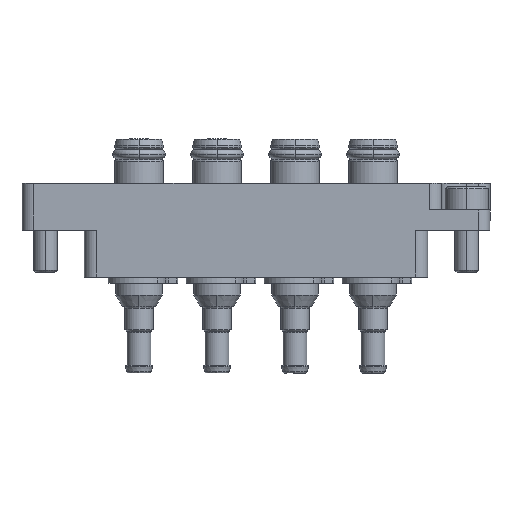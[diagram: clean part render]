
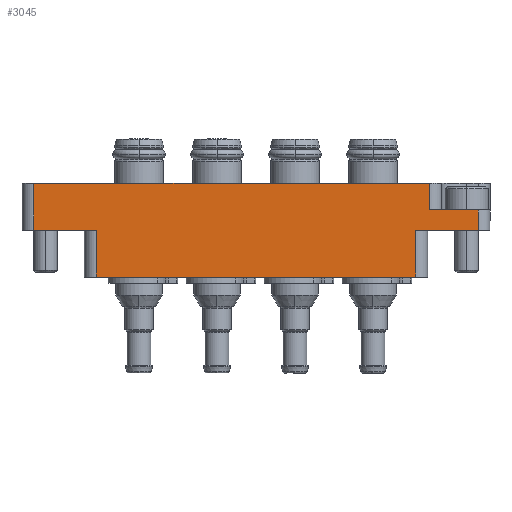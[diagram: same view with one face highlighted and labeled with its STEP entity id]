
A CAD part, left-side view. The second image highlights one B-rep face of the part: STEP entity #3045.
In plain terms, the highlighted face is planar.
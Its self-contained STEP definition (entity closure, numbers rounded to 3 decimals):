
#75 = ORIENTED_EDGE ( 'NONE', *, *, #9410, .F. ) ;
#77 = VERTEX_POINT ( 'NONE', #2394 ) ;
#85 = CARTESIAN_POINT ( 'NONE',  ( 28.5, 0., 14.35 ) ) ;
#263 = VERTEX_POINT ( 'NONE', #5164 ) ;
#336 = LINE ( 'NONE', #3918, #9580 ) ;
#484 = LINE ( 'NONE', #5775, #5936 ) ;
#1206 = CARTESIAN_POINT ( 'NONE',  ( -28.5, 6., 14.35 ) ) ;
#1212 = ORIENTED_EDGE ( 'NONE', *, *, #6009, .T. ) ;
#1375 = LINE ( 'NONE', #3260, #5184 ) ;
#1405 = DIRECTION ( 'NONE',  ( 0., -1., 0. ) ) ;
#1561 = DIRECTION ( 'NONE',  ( 0., 1., 0. ) ) ;
#1611 = PLANE ( 'NONE',  #10357 ) ;
#1618 = ORIENTED_EDGE ( 'NONE', *, *, #8912, .F. ) ;
#1657 = VERTEX_POINT ( 'NONE', #1206 ) ;
#1668 = CARTESIAN_POINT ( 'NONE',  ( -30., 0., 14.35 ) ) ;
#1730 = ORIENTED_EDGE ( 'NONE', *, *, #9784, .T. ) ;
#1738 = LINE ( 'NONE', #8969, #6238 ) ;
#1908 = VERTEX_POINT ( 'NONE', #85 ) ;
#1947 = VERTEX_POINT ( 'NONE', #3759 ) ;
#1980 = EDGE_CURVE ( 'NONE', #4341, #77, #11292, .T. ) ;
#2042 = VECTOR ( 'NONE', #2449, 1000. ) ;
#2063 = VECTOR ( 'NONE', #8858, 1000. ) ;
#2143 = LINE ( 'NONE', #11316, #2063 ) ;
#2357 = CARTESIAN_POINT ( 'NONE',  ( 20.5, 0., 14.35 ) ) ;
#2369 = DIRECTION ( 'NONE',  ( -1., 0., 0. ) ) ;
#2394 = CARTESIAN_POINT ( 'NONE',  ( -20.5, -6., 14.35 ) ) ;
#2436 = VERTEX_POINT ( 'NONE', #6889 ) ;
#2441 = EDGE_CURVE ( 'NONE', #1657, #263, #484, .T. ) ;
#2449 = DIRECTION ( 'NONE',  ( 1., 0., 0. ) ) ;
#2878 = VECTOR ( 'NONE', #6954, 1000. ) ;
#2919 = VECTOR ( 'NONE', #4452, 1000. ) ;
#3045 = ADVANCED_FACE ( 'NONE', ( #9725 ), #1611, .F. ) ;
#3260 = CARTESIAN_POINT ( 'NONE',  ( 30., 0., 14.35 ) ) ;
#3285 = ORIENTED_EDGE ( 'NONE', *, *, #5056, .F. ) ;
#3759 = CARTESIAN_POINT ( 'NONE',  ( 22.25, 6., 14.35 ) ) ;
#3768 = VECTOR ( 'NONE', #10090, 1000. ) ;
#3918 = CARTESIAN_POINT ( 'NONE',  ( 30., 0., 14.35 ) ) ;
#3952 = ORIENTED_EDGE ( 'NONE', *, *, #1980, .T. ) ;
#4341 = VERTEX_POINT ( 'NONE', #7668 ) ;
#4452 = DIRECTION ( 'NONE',  ( 0., 1., 0. ) ) ;
#4487 = ORIENTED_EDGE ( 'NONE', *, *, #4904, .F. ) ;
#4696 = CARTESIAN_POINT ( 'NONE',  ( -30., 6., 14.35 ) ) ;
#4734 = CARTESIAN_POINT ( 'NONE',  ( -22., -6., 14.35 ) ) ;
#4904 = EDGE_CURVE ( 'NONE', #7017, #77, #9202, .T. ) ;
#5056 = EDGE_CURVE ( 'NONE', #1908, #6166, #1375, .T. ) ;
#5164 = CARTESIAN_POINT ( 'NONE',  ( -28.5, 0., 14.35 ) ) ;
#5179 = CARTESIAN_POINT ( 'NONE',  ( 30., 2.6, 14.35 ) ) ;
#5184 = VECTOR ( 'NONE', #2369, 1000. ) ;
#5256 = ORIENTED_EDGE ( 'NONE', *, *, #10491, .F. ) ;
#5383 = CARTESIAN_POINT ( 'NONE',  ( 28.5, 2.6, 14.35 ) ) ;
#5775 = CARTESIAN_POINT ( 'NONE',  ( -28.5, 0., 14.35 ) ) ;
#5936 = VECTOR ( 'NONE', #1405, 1000. ) ;
#6009 = EDGE_CURVE ( 'NONE', #1908, #9353, #8078, .T. ) ;
#6166 = VERTEX_POINT ( 'NONE', #2357 ) ;
#6214 = DIRECTION ( 'NONE',  ( 0., 0., -1. ) ) ;
#6238 = VECTOR ( 'NONE', #1561, 1000. ) ;
#6268 = DIRECTION ( 'NONE',  ( -1., 0., 0. ) ) ;
#6750 = CARTESIAN_POINT ( 'NONE',  ( 20.5, -6., 14.35 ) ) ;
#6889 = CARTESIAN_POINT ( 'NONE',  ( 22.25, 2.6, 14.35 ) ) ;
#6954 = DIRECTION ( 'NONE',  ( 0., -1., 0. ) ) ;
#7017 = VERTEX_POINT ( 'NONE', #6750 ) ;
#7495 = DIRECTION ( 'NONE',  ( -1., 0., 0. ) ) ;
#7619 = EDGE_LOOP ( 'NONE', ( #75, #3952, #4487, #1730, #3285, #1212, #1618, #10808, #5256, #10971 ) ) ;
#7668 = CARTESIAN_POINT ( 'NONE',  ( -20.5, 0., 14.35 ) ) ;
#7996 = LINE ( 'NONE', #5179, #2042 ) ;
#8078 = LINE ( 'NONE', #5383, #2919 ) ;
#8546 = VECTOR ( 'NONE', #10126, 1000. ) ;
#8858 = DIRECTION ( 'NONE',  ( 0., 1., 0. ) ) ;
#8912 = EDGE_CURVE ( 'NONE', #2436, #9353, #7996, .T. ) ;
#8969 = CARTESIAN_POINT ( 'NONE',  ( 22.25, 0., 14.35 ) ) ;
#9202 = LINE ( 'NONE', #4734, #8546 ) ;
#9353 = VERTEX_POINT ( 'NONE', #10185 ) ;
#9410 = EDGE_CURVE ( 'NONE', #4341, #263, #336, .T. ) ;
#9580 = VECTOR ( 'NONE', #7495, 1000. ) ;
#9725 = FACE_OUTER_BOUND ( 'NONE', #7619, .T. ) ;
#9784 = EDGE_CURVE ( 'NONE', #7017, #6166, #2143, .T. ) ;
#9892 = EDGE_CURVE ( 'NONE', #2436, #1947, #1738, .T. ) ;
#10035 = LINE ( 'NONE', #4696, #3768 ) ;
#10090 = DIRECTION ( 'NONE',  ( 1., 0., 0. ) ) ;
#10126 = DIRECTION ( 'NONE',  ( -1., 0., 0. ) ) ;
#10185 = CARTESIAN_POINT ( 'NONE',  ( 28.5, 2.6, 14.35 ) ) ;
#10357 = AXIS2_PLACEMENT_3D ( 'NONE', #1668, #6214, #6268 ) ;
#10407 = CARTESIAN_POINT ( 'NONE',  ( -20.5, 0., 14.35 ) ) ;
#10491 = EDGE_CURVE ( 'NONE', #1657, #1947, #10035, .T. ) ;
#10808 = ORIENTED_EDGE ( 'NONE', *, *, #9892, .T. ) ;
#10971 = ORIENTED_EDGE ( 'NONE', *, *, #2441, .T. ) ;
#11292 = LINE ( 'NONE', #10407, #2878 ) ;
#11316 = CARTESIAN_POINT ( 'NONE',  ( 20.5, 0., 14.35 ) ) ;
